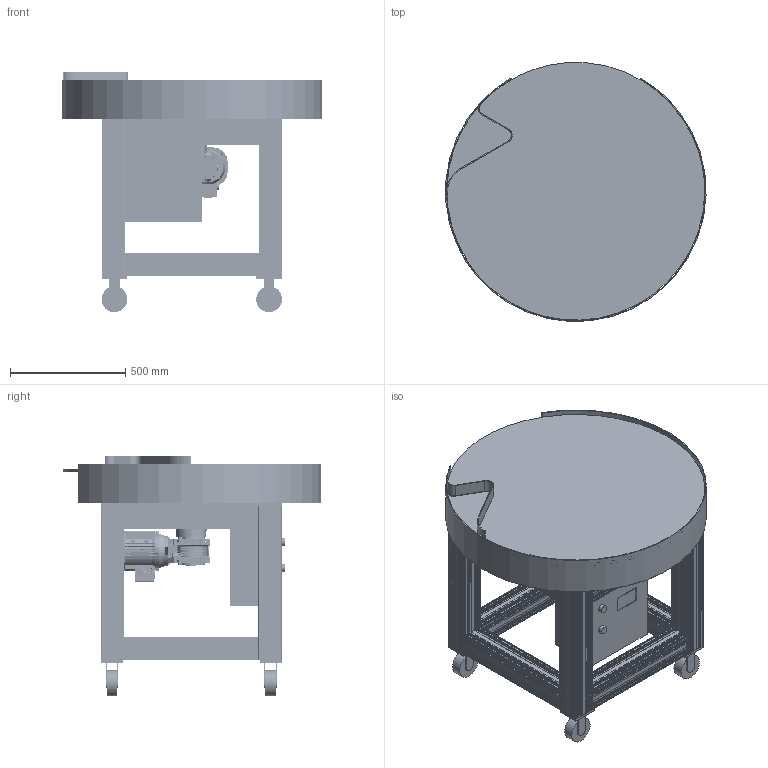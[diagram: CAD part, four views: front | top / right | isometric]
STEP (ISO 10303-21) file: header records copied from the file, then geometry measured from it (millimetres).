
FILE_DESCRIPTION(('FreeCAD Model'),'2;1');
FILE_NAME('Open CASCADE Shape Model','2025-05-09T09:08:42',('FreeCAD'),( 'FreeCAD'),'Open CASCADE STEP processor 7.6','FreeCAD','Unknown');
FILE_SCHEMA(('AUTOMOTIVE_DESIGN { 1 0 10303 214 1 1 1 1 }'));
Products named in the file (1): Open CASCADE STEP translator 7.6 1
Bounding box: 1129.58 x 1123.56 x 1043.21 mm (x, y, z)
Volume: 83283270.7 mm3; surface area: 19410090.9 mm2
Topology: 39 solids, 39 shells, 8740 faces, 25146 edges, 16495 vertices
Faces by surface type: bspline 8740
Entity records: 273947 total; most frequent: CARTESIAN_POINT 130345, ORIENTED_EDGE 50100, EDGE_CURVE 25050, B_SPLINE_CURVE_WITH_KNOTS 19168, VERTEX_POINT 16495, FACE_BOUND 9143, EDGE_LOOP 9143, ADVANCED_FACE 8740
